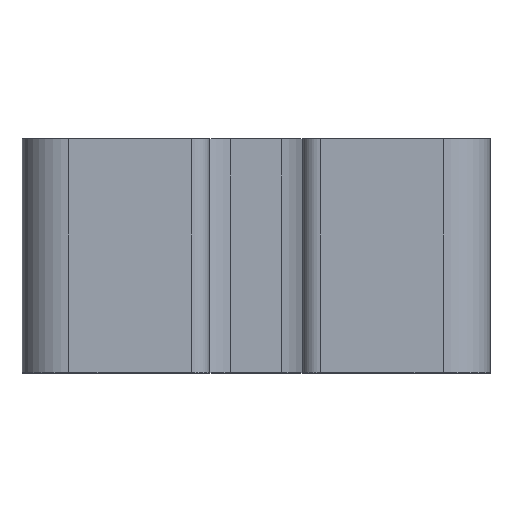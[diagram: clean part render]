
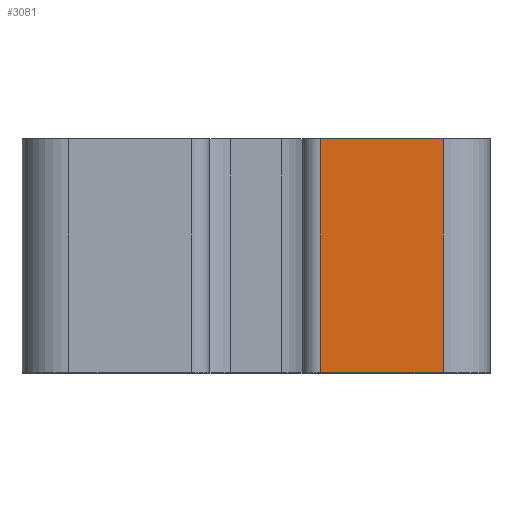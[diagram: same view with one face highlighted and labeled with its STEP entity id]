
A CAD part, top view. The second image highlights one B-rep face of the part: STEP entity #3081.
In plain terms, the highlighted planar face has unit normal (0, 0, 1).
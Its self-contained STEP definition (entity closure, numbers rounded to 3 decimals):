
#45 = PLANE('',#46);
#46 = AXIS2_PLACEMENT_3D('',#47,#48,#49);
#47 = CARTESIAN_POINT('',(0.,10.,0.));
#48 = DIRECTION('',(0.,-1.,0.));
#49 = DIRECTION('',(1.,0.,0.));
#102 = PLANE('',#103);
#103 = AXIS2_PLACEMENT_3D('',#104,#105,#106);
#104 = CARTESIAN_POINT('',(0.,-10.,0.));
#105 = DIRECTION('',(0.,-1.,0.));
#106 = DIRECTION('',(1.,0.,0.));
#188 = CYLINDRICAL_SURFACE('',#189,1.5);
#189 = AXIS2_PLACEMENT_3D('',#190,#191,#192);
#190 = CARTESIAN_POINT('',(5.5,10.,18.5));
#191 = DIRECTION('',(0.,-1.,0.));
#192 = DIRECTION('',(-0.,0.,1.));
#1295 = VERTEX_POINT('',#1296);
#1296 = CARTESIAN_POINT('',(5.5,-10.,20.));
#1318 = EDGE_CURVE('',#1319,#1295,#1321,.T.);
#1319 = VERTEX_POINT('',#1320);
#1320 = CARTESIAN_POINT('',(5.5,10.,20.));
#1321 = SURFACE_CURVE('',#1322,(#1326,#1333),.PCURVE_S1.);
#1322 = LINE('',#1323,#1324);
#1323 = CARTESIAN_POINT('',(5.5,10.,20.));
#1324 = VECTOR('',#1325,1.);
#1325 = DIRECTION('',(0.,-1.,0.));
#1326 = PCURVE('',#188,#1327);
#1327 = DEFINITIONAL_REPRESENTATION('',(#1328),#1332);
#1328 = LINE('',#1329,#1330);
#1329 = CARTESIAN_POINT('',(0.,0.));
#1330 = VECTOR('',#1331,1.);
#1331 = DIRECTION('',(0.,1.));
#1332 = ( GEOMETRIC_REPRESENTATION_CONTEXT(2) 
PARAMETRIC_REPRESENTATION_CONTEXT() REPRESENTATION_CONTEXT('2D SPACE',''
  ) );
#1333 = PCURVE('',#1334,#1339);
#1334 = PLANE('',#1335);
#1335 = AXIS2_PLACEMENT_3D('',#1336,#1337,#1338);
#1336 = CARTESIAN_POINT('',(0.,10.,20.));
#1337 = DIRECTION('',(0.,0.,1.));
#1338 = DIRECTION('',(-1.,0.,0.));
#1339 = DEFINITIONAL_REPRESENTATION('',(#1340),#1344);
#1340 = LINE('',#1341,#1342);
#1341 = CARTESIAN_POINT('',(-5.5,0.));
#1342 = VECTOR('',#1343,1.);
#1343 = DIRECTION('',(0.,1.));
#1344 = ( GEOMETRIC_REPRESENTATION_CONTEXT(2) 
PARAMETRIC_REPRESENTATION_CONTEXT() REPRESENTATION_CONTEXT('2D SPACE',''
  ) );
#1416 = EDGE_CURVE('',#1417,#1319,#1419,.T.);
#1417 = VERTEX_POINT('',#1418);
#1418 = CARTESIAN_POINT('',(16.,10.,20.));
#1419 = SURFACE_CURVE('',#1420,(#1424,#1431),.PCURVE_S1.);
#1420 = LINE('',#1421,#1422);
#1421 = CARTESIAN_POINT('',(16.,10.,20.));
#1422 = VECTOR('',#1423,1.);
#1423 = DIRECTION('',(-1.,0.,0.));
#1424 = PCURVE('',#45,#1425);
#1425 = DEFINITIONAL_REPRESENTATION('',(#1426),#1430);
#1426 = LINE('',#1427,#1428);
#1427 = CARTESIAN_POINT('',(16.,20.));
#1428 = VECTOR('',#1429,1.);
#1429 = DIRECTION('',(-1.,0.));
#1430 = ( GEOMETRIC_REPRESENTATION_CONTEXT(2) 
PARAMETRIC_REPRESENTATION_CONTEXT() REPRESENTATION_CONTEXT('2D SPACE',''
  ) );
#1431 = PCURVE('',#1334,#1432);
#1432 = DEFINITIONAL_REPRESENTATION('',(#1433),#1437);
#1433 = LINE('',#1434,#1435);
#1434 = CARTESIAN_POINT('',(-16.,0.));
#1435 = VECTOR('',#1436,1.);
#1436 = DIRECTION('',(1.,0.));
#1437 = ( GEOMETRIC_REPRESENTATION_CONTEXT(2) 
PARAMETRIC_REPRESENTATION_CONTEXT() REPRESENTATION_CONTEXT('2D SPACE',''
  ) );
#1456 = CYLINDRICAL_SURFACE('',#1457,4.);
#1457 = AXIS2_PLACEMENT_3D('',#1458,#1459,#1460);
#1458 = CARTESIAN_POINT('',(16.,10.,16.));
#1459 = DIRECTION('',(0.,-1.,0.));
#1460 = DIRECTION('',(1.,0.,0.));
#3081 = ADVANCED_FACE('',(#3082),#1334,.T.);
#3082 = FACE_BOUND('',#3083,.T.);
#3083 = EDGE_LOOP('',(#3084,#3085,#3108,#3129));
#3084 = ORIENTED_EDGE('',*,*,#1318,.T.);
#3085 = ORIENTED_EDGE('',*,*,#3086,.T.);
#3086 = EDGE_CURVE('',#1295,#3087,#3089,.T.);
#3087 = VERTEX_POINT('',#3088);
#3088 = CARTESIAN_POINT('',(16.,-10.,20.));
#3089 = SURFACE_CURVE('',#3090,(#3094,#3101),.PCURVE_S1.);
#3090 = LINE('',#3091,#3092);
#3091 = CARTESIAN_POINT('',(16.,-10.,20.));
#3092 = VECTOR('',#3093,1.);
#3093 = DIRECTION('',(1.,0.,0.));
#3094 = PCURVE('',#1334,#3095);
#3095 = DEFINITIONAL_REPRESENTATION('',(#3096),#3100);
#3096 = LINE('',#3097,#3098);
#3097 = CARTESIAN_POINT('',(-16.,20.));
#3098 = VECTOR('',#3099,1.);
#3099 = DIRECTION('',(-1.,0.));
#3100 = ( GEOMETRIC_REPRESENTATION_CONTEXT(2) 
PARAMETRIC_REPRESENTATION_CONTEXT() REPRESENTATION_CONTEXT('2D SPACE',''
  ) );
#3101 = PCURVE('',#102,#3102);
#3102 = DEFINITIONAL_REPRESENTATION('',(#3103),#3107);
#3103 = LINE('',#3104,#3105);
#3104 = CARTESIAN_POINT('',(16.,20.));
#3105 = VECTOR('',#3106,1.);
#3106 = DIRECTION('',(1.,0.));
#3107 = ( GEOMETRIC_REPRESENTATION_CONTEXT(2) 
PARAMETRIC_REPRESENTATION_CONTEXT() REPRESENTATION_CONTEXT('2D SPACE',''
  ) );
#3108 = ORIENTED_EDGE('',*,*,#3109,.F.);
#3109 = EDGE_CURVE('',#1417,#3087,#3110,.T.);
#3110 = SURFACE_CURVE('',#3111,(#3115,#3122),.PCURVE_S1.);
#3111 = LINE('',#3112,#3113);
#3112 = CARTESIAN_POINT('',(16.,10.,20.));
#3113 = VECTOR('',#3114,1.);
#3114 = DIRECTION('',(0.,-1.,0.));
#3115 = PCURVE('',#1334,#3116);
#3116 = DEFINITIONAL_REPRESENTATION('',(#3117),#3121);
#3117 = LINE('',#3118,#3119);
#3118 = CARTESIAN_POINT('',(-16.,0.));
#3119 = VECTOR('',#3120,1.);
#3120 = DIRECTION('',(0.,1.));
#3121 = ( GEOMETRIC_REPRESENTATION_CONTEXT(2) 
PARAMETRIC_REPRESENTATION_CONTEXT() REPRESENTATION_CONTEXT('2D SPACE',''
  ) );
#3122 = PCURVE('',#1456,#3123);
#3123 = DEFINITIONAL_REPRESENTATION('',(#3124),#3128);
#3124 = LINE('',#3125,#3126);
#3125 = CARTESIAN_POINT('',(1.571,0.));
#3126 = VECTOR('',#3127,1.);
#3127 = DIRECTION('',(0.,1.));
#3128 = ( GEOMETRIC_REPRESENTATION_CONTEXT(2) 
PARAMETRIC_REPRESENTATION_CONTEXT() REPRESENTATION_CONTEXT('2D SPACE',''
  ) );
#3129 = ORIENTED_EDGE('',*,*,#1416,.T.);
